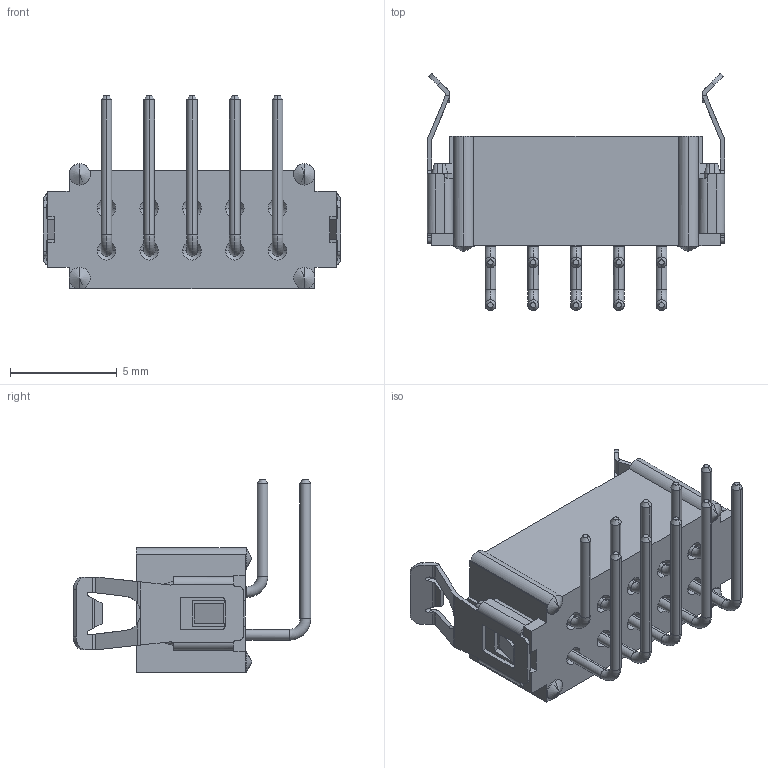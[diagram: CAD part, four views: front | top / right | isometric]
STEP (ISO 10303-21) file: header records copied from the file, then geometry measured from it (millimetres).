
FILE_DESCRIPTION((''),'2;1');
FILE_NAME('M80-8661022_ASM','2011-09-07T',('wbourne'),(''),'PRO/ENGINEER BY PARAMETRIC TECHNOLOGY CORPORATION, 2010280','PRO/ENGINEER BY PARAMETRIC TECHNOLOGY CORPORATION, 2010280','');
FILE_SCHEMA(('CONFIG_CONTROL_DESIGN','SHAPE_APPEARANCE_LAYERS_GROUPS'));
Length unit declared in the file: millimetre
Products named in the file (6): M80-1021098_SEPARATE_ROWS; M80-868-PIN1; M80-868-PIN2; M80-8681022_ASM; M80-001XXXX; M80-8661022_ASM
Assembly tree (14 placements, depth 3):
  M80-8661022_ASM
    M80-8681022_ASM
      M80-1021098_SEPARATE_ROWS
      M80-868-PIN1  x5
      M80-868-PIN2  x5
    M80-001XXXX  x2
Bounding box: 13.9 x 11.1 x 9.05 mm (x, y, z)
Volume: 229.6 mm3; surface area: 799.9 mm2
Topology: 13 solids, 13 shells, 589 faces, 1456 edges, 902 vertices
Faces by surface type: plane 293, cylinder 152, cone 84, bspline 40, torus 20
Entity records: 12069 total; most frequent: CARTESIAN_POINT 2106, DIRECTION 1549, ORIENTED_EDGE 1518, PRESENTATION_STYLE_ASSIGNMENT 777, STYLED_ITEM 763, CURVE_STYLE 759, EDGE_CURVE 759, AXIS2_PLACEMENT_3D 529
